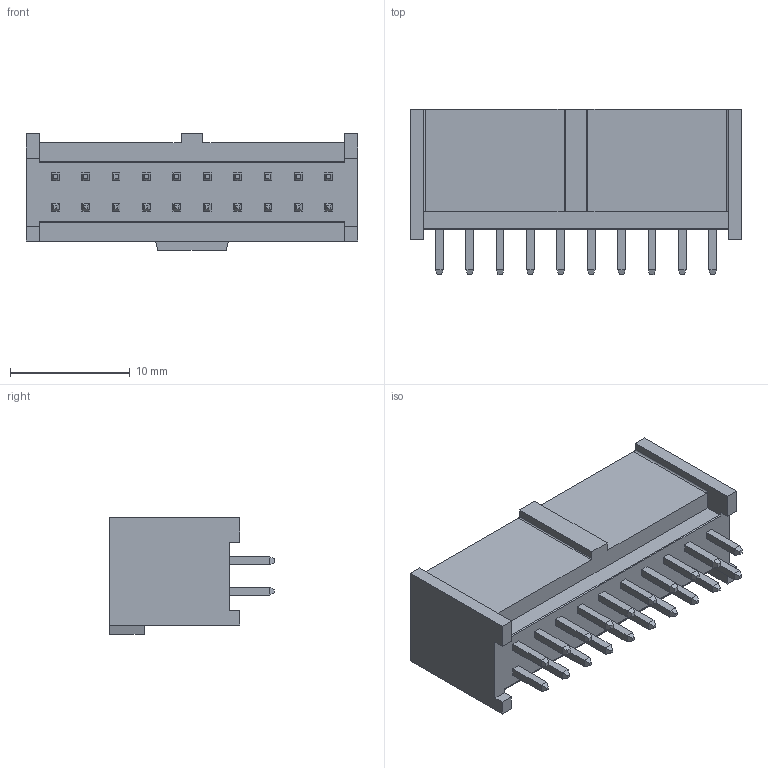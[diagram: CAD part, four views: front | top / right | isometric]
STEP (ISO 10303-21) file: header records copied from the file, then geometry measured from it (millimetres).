
FILE_DESCRIPTION((''),'2;1');
FILE_NAME('901301220','2011-04-26T',('gb'),(''),'PRO/ENGINEER BY PARAMETRIC TECHNOLOGY CORPORATION, 2003451','PRO/ENGINEER BY PARAMETRIC TECHNOLOGY CORPORATION, 2003451','');
FILE_SCHEMA(('CONFIG_CONTROL_DESIGN'));
Length unit declared in the file: millimetre
Products named in the file (1): 901301220
Bounding box: 27.74 x 13.8 x 9.75 mm (x, y, z)
Volume: 1038.1 mm3; surface area: 2244.8 mm2
Topology: 1 solids, 1 shells, 417 faces, 1004 edges, 628 vertices
Faces by surface type: plane 413, cylinder 4
Entity records: 11705 total; most frequent: CARTESIAN_POINT 2010, ORIENTED_EDGE 1928, DIRECTION 1888, EDGE_CURVE 964, VECTOR 956, LINE 956, VERTEX_POINT 588, AXIS2_PLACEMENT_3D 466
